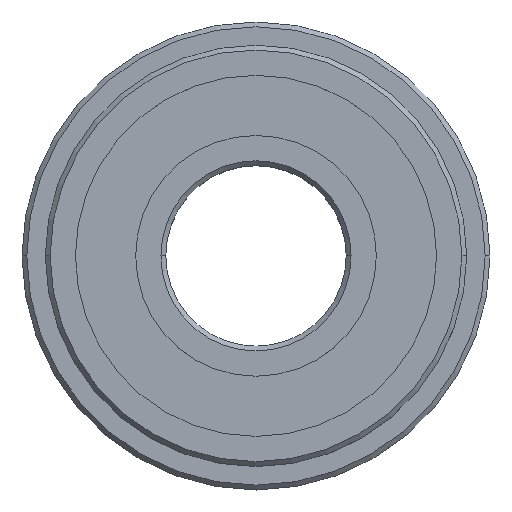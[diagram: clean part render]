
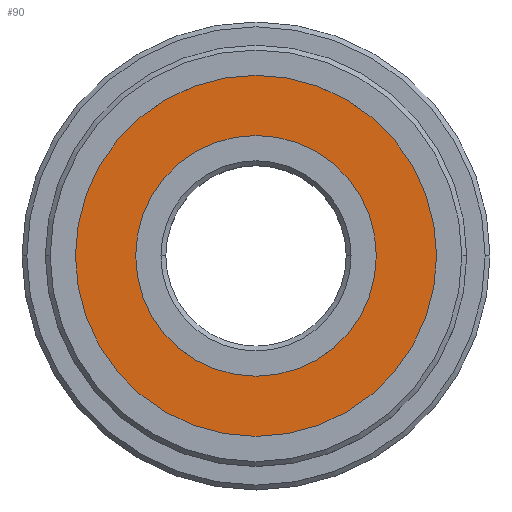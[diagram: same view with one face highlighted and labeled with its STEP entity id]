
A CAD part, top view. The second image highlights one B-rep face of the part: STEP entity #90.
In plain terms, the highlighted planar face has unit normal (0, 0, 1).
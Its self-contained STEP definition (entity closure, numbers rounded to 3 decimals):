
#19 = CARTESIAN_POINT ( 'NONE',  ( 0.663, 6.042, 5.029 ) ) ;
#22 = ORIENTED_EDGE ( 'NONE', *, *, #854, .T. ) ;
#41 = AXIS2_PLACEMENT_3D ( 'NONE', #785, #177, #788 ) ;
#45 = EDGE_LOOP ( 'NONE', ( #407, #242 ) ) ;
#85 = CARTESIAN_POINT ( 'NONE',  ( -2.512, 6.042, 5.029 ) ) ;
#89 = CIRCLE ( 'NONE', #41, 9.525 ) ;
#90 = ADVANCED_FACE ( 'NONE', ( #350, #358 ), #594, .F. ) ;
#116 = CARTESIAN_POINT ( 'NONE',  ( -8.862, 6.042, 5.029 ) ) ;
#119 = DIRECTION ( 'NONE',  ( -1., 0., 0. ) ) ;
#122 = DIRECTION ( 'NONE',  ( -1., 0., 0. ) ) ;
#123 = ORIENTED_EDGE ( 'NONE', *, *, #814, .T. ) ;
#177 = DIRECTION ( 'NONE',  ( 0., 0., -1. ) ) ;
#199 = VERTEX_POINT ( 'NONE', #488 ) ;
#215 = DIRECTION ( 'NONE',  ( 0., 0., -1. ) ) ;
#242 = ORIENTED_EDGE ( 'NONE', *, *, #408, .F. ) ;
#256 = CARTESIAN_POINT ( 'NONE',  ( -8.862, 6.042, 5.029 ) ) ;
#317 = DIRECTION ( 'NONE',  ( -1., 0., 0. ) ) ;
#340 = EDGE_CURVE ( 'NONE', #508, #199, #833, .T. ) ;
#350 = FACE_OUTER_BOUND ( 'NONE', #45, .T. ) ;
#358 = FACE_BOUND ( 'NONE', #687, .T. ) ;
#407 = ORIENTED_EDGE ( 'NONE', *, *, #340, .F. ) ;
#408 = EDGE_CURVE ( 'NONE', #199, #508, #89, .T. ) ;
#454 = DIRECTION ( 'NONE',  ( -1., 0., 0. ) ) ;
#480 = CARTESIAN_POINT ( 'NONE',  ( -8.862, 6.042, 5.029 ) ) ;
#488 = CARTESIAN_POINT ( 'NONE',  ( -18.387, 6.042, 5.029 ) ) ;
#491 = CIRCLE ( 'NONE', #653, 6.35 ) ;
#504 = DIRECTION ( 'NONE',  ( 0., 0., -1. ) ) ;
#506 = DIRECTION ( 'NONE',  ( 0., 0., -1. ) ) ;
#508 = VERTEX_POINT ( 'NONE', #19 ) ;
#510 = CIRCLE ( 'NONE', #686, 6.35 ) ;
#568 = CARTESIAN_POINT ( 'NONE',  ( -15.212, 6.042, 5.029 ) ) ;
#578 = DIRECTION ( 'NONE',  ( 0., 0., -1. ) ) ;
#585 = VERTEX_POINT ( 'NONE', #568 ) ;
#594 = PLANE ( 'NONE',  #793 ) ;
#601 = AXIS2_PLACEMENT_3D ( 'NONE', #116, #506, #454 ) ;
#653 = AXIS2_PLACEMENT_3D ( 'NONE', #480, #215, #119 ) ;
#686 = AXIS2_PLACEMENT_3D ( 'NONE', #256, #578, #122 ) ;
#687 = EDGE_LOOP ( 'NONE', ( #123, #22 ) ) ;
#785 = CARTESIAN_POINT ( 'NONE',  ( -8.862, 6.042, 5.029 ) ) ;
#787 = CARTESIAN_POINT ( 'NONE',  ( -8.862, 6.042, 5.029 ) ) ;
#788 = DIRECTION ( 'NONE',  ( -1., 0., 0. ) ) ;
#793 = AXIS2_PLACEMENT_3D ( 'NONE', #787, #504, #317 ) ;
#814 = EDGE_CURVE ( 'NONE', #834, #585, #510, .T. ) ;
#833 = CIRCLE ( 'NONE', #601, 9.525 ) ;
#834 = VERTEX_POINT ( 'NONE', #85 ) ;
#854 = EDGE_CURVE ( 'NONE', #585, #834, #491, .T. ) ;
